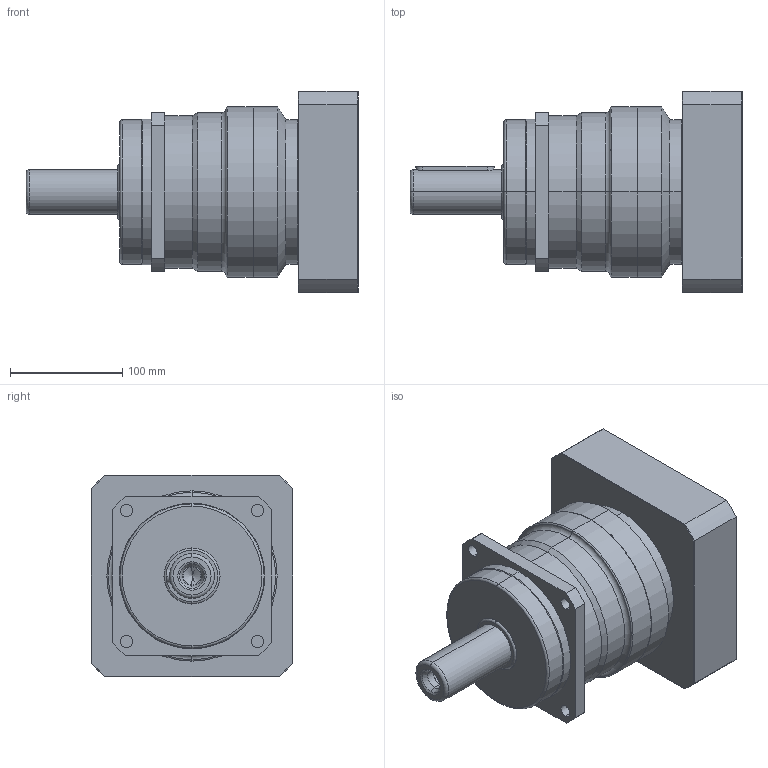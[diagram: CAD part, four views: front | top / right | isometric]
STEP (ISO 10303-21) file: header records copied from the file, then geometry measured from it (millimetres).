
FILE_DESCRIPTION (( 'STEP AP203' ), '1' );
FILE_NAME ('TF140-L1-35-114.3-200-M12-83-15.STEP', '2020-09-01T08:00:28', ( '' ), ( '' ), 'SwSTEP 2.0', 'SolidWorks 2017', '' );
FILE_SCHEMA (( 'CONFIG_CONTROL_DESIGN' ));
Length unit declared in the file: millimetre
Products named in the file (1): TF140-L1-35-114.3-200-M12-83-15
Bounding box: 296.3 x 180 x 180 mm (x, y, z)
Volume: 3947130.5 mm3; surface area: 265794.3 mm2
Topology: 4 solids, 4 shells, 188 faces, 421 edges, 251 vertices
Faces by surface type: cylinder 80, plane 50, cone 42, torus 16
Entity records: 5504 total; most frequent: CARTESIAN_POINT 1151, DIRECTION 977, ORIENTED_EDGE 822, EDGE_CURVE 411, AXIS2_PLACEMENT_3D 399, VERTEX_POINT 251, EDGE_LOOP 220, CIRCLE 210
